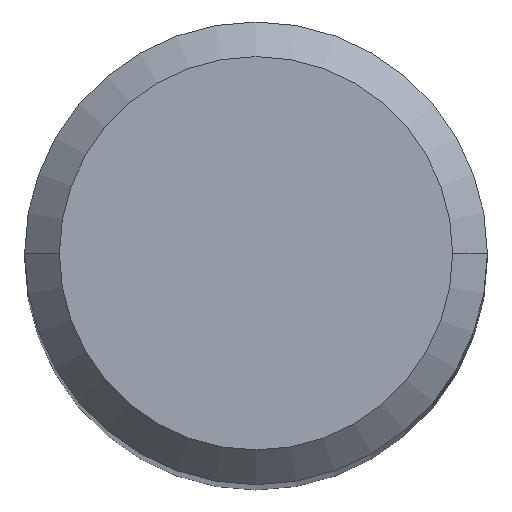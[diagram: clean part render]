
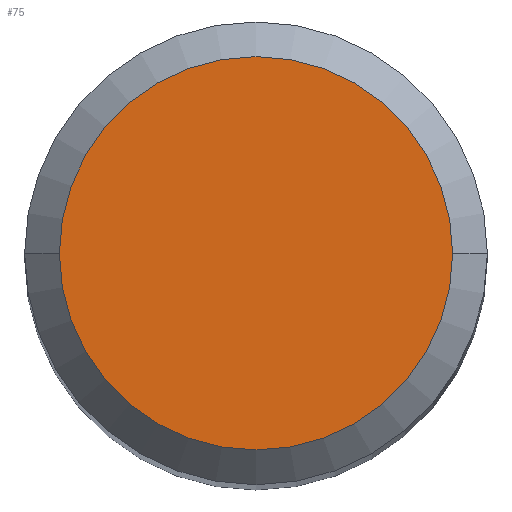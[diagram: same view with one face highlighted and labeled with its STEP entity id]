
A CAD part, top view. The second image highlights one B-rep face of the part: STEP entity #75.
In plain terms, the highlighted planar face has unit normal (0, 0, 1).
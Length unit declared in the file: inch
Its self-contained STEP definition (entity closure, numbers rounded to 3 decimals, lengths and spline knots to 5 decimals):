
#6 = DIRECTION ( 'NONE',  ( 0., 0., 1. ) ) ;
#11 = AXIS2_PLACEMENT_3D ( 'NONE', #235, #6, #391 ) ;
#27 = DIRECTION ( 'NONE',  ( 1., 0., 0. ) ) ;
#29 = EDGE_CURVE ( 'NONE', #396, #369, #168, .T. ) ;
#35 = CARTESIAN_POINT ( 'NONE',  ( 0., 0., 0. ) ) ;
#75 = ADVANCED_FACE ( 'NONE', ( #348 ), #381, .F. ) ;
#102 = AXIS2_PLACEMENT_3D ( 'NONE', #103, #383, #27 ) ;
#103 = CARTESIAN_POINT ( 'NONE',  ( 0., 0., 0. ) ) ;
#108 = DIRECTION ( 'NONE',  ( 0., 0., -1. ) ) ;
#159 = CARTESIAN_POINT ( 'NONE',  ( -0.10625, 0., 0. ) ) ;
#168 = CIRCLE ( 'NONE', #102, 0.10625 ) ;
#235 = CARTESIAN_POINT ( 'NONE',  ( 0., 0., 0. ) ) ;
#252 = ORIENTED_EDGE ( 'NONE', *, *, #407, .T. ) ;
#269 = CARTESIAN_POINT ( 'NONE',  ( 0.10625, 0., 0. ) ) ;
#320 = AXIS2_PLACEMENT_3D ( 'NONE', #35, #108, #447 ) ;
#348 = FACE_OUTER_BOUND ( 'NONE', #439, .T. ) ;
#369 = VERTEX_POINT ( 'NONE', #269 ) ;
#378 = CIRCLE ( 'NONE', #11, 0.10625 ) ;
#381 = PLANE ( 'NONE',  #320 ) ;
#383 = DIRECTION ( 'NONE',  ( 0., 0., 1. ) ) ;
#391 = DIRECTION ( 'NONE',  ( 1., 0., 0. ) ) ;
#396 = VERTEX_POINT ( 'NONE', #159 ) ;
#407 = EDGE_CURVE ( 'NONE', #369, #396, #378, .T. ) ;
#439 = EDGE_LOOP ( 'NONE', ( #444, #252 ) ) ;
#444 = ORIENTED_EDGE ( 'NONE', *, *, #29, .T. ) ;
#447 = DIRECTION ( 'NONE',  ( -1., 0., 0. ) ) ;
